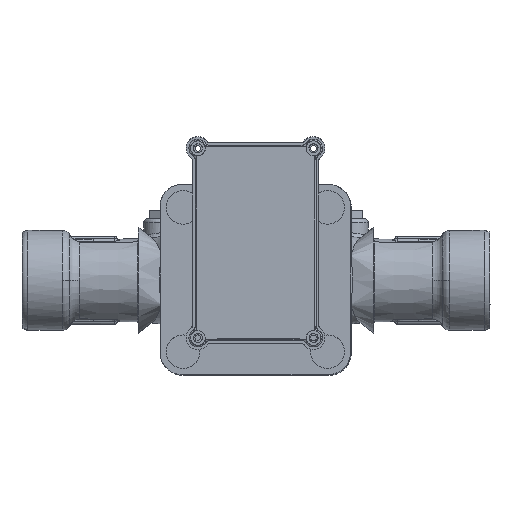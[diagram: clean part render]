
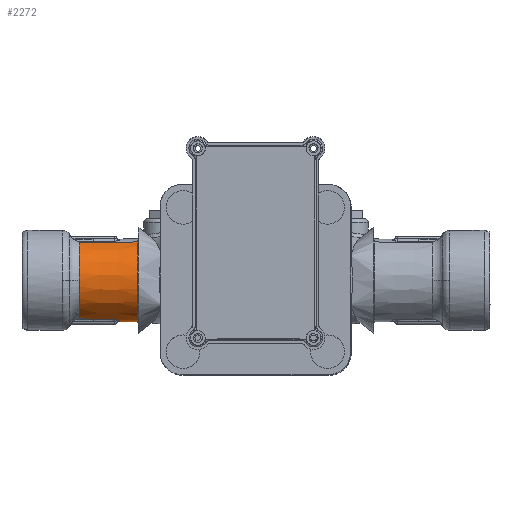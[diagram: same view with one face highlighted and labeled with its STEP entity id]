
A CAD part, top view. The second image highlights one B-rep face of the part: STEP entity #2272.
In plain terms, the highlighted conical face has half-angle 1 degrees and reference radius 0.443 mm.
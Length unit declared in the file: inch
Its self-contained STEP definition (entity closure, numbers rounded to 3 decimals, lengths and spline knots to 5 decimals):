
#1630=CARTESIAN_POINT('',(0.56054,-0.83522,-0.35453));
#1631=VERTEX_POINT('',#1630);
#1639=CARTESIAN_POINT('',(0.56054,-0.8595,-0.29077));
#1640=VERTEX_POINT('',#1639);
#1641=CARTESIAN_POINT('',(0.56054,0.0,0.0));
#1642=DIRECTION('',(-1.0,0.0,0.0));
#1643=DIRECTION('',(0.0,-0.921,-0.391));
#1644=AXIS2_PLACEMENT_3D('',#1641,#1642,#1643);
#1645=CIRCLE('',#1644,0.90735);
#1646=EDGE_CURVE('',#1631,#1640,#1645,.T.);
#1896=CARTESIAN_POINT('',(0.56054,-0.8595,0.29077));
#1897=VERTEX_POINT('',#1896);
#1917=CARTESIAN_POINT('',(0.56054,0.,0.90735));
#1918=VERTEX_POINT('',#1917);
#1919=CARTESIAN_POINT('',(0.56054,0.0,0.0));
#1920=DIRECTION('',(-1.0,0.0,0.0));
#1921=DIRECTION('',(0.0,-0.921,-0.391));
#1922=AXIS2_PLACEMENT_3D('',#1919,#1920,#1921);
#1923=CIRCLE('',#1922,0.90735);
#1924=EDGE_CURVE('',#1897,#1918,#1923,.T.);
#2130=CARTESIAN_POINT('',(-50.42162,0.0,0.0));
#2131=DIRECTION('',(1.0,0.0,0.0));
#2132=DIRECTION('',(0.0,-0.921,-0.391));
#2133=AXIS2_PLACEMENT_3D('',#2130,#2131,#2132);
#2134=CONICAL_SURFACE('',#2133,0.01746,1.);
#2135=CARTESIAN_POINT('',(1.43931,-0.84934,-0.36052));
#2136=VERTEX_POINT('',#2135);
#2137=CARTESIAN_POINT('',(1.43931,-0.84934,-0.36052));
#2138=DIRECTION('',(-1.,0.016,0.007));
#2139=VECTOR('',#2138,0.8789);
#2140=LINE('',#2137,#2139);
#2141=EDGE_CURVE('',#2136,#1631,#2140,.T.);
#2142=ORIENTED_EDGE('',*,*,#2141,.F.);
#2143=CARTESIAN_POINT('',(1.43933,-0.84936,-0.36047));
#2144=VERTEX_POINT('',#2143);
#2145=CARTESIAN_POINT('',(1.43934,-0.84937,-0.36045));
#2146=CARTESIAN_POINT('',(1.43933,-0.84936,-0.36047));
#2147=CARTESIAN_POINT('',(1.43932,-0.84935,-0.3605));
#2148=CARTESIAN_POINT('',(1.43931,-0.84934,-0.36052));
#2149=B_SPLINE_CURVE_WITH_KNOTS('',3,(#2145,#2146,#2147,#2148),.UNSPECIFIED.,.F.,.U.,(4,4),(-0.00009,0.0),.UNSPECIFIED.);
#2150=EDGE_CURVE('',#2144,#2136,#2149,.T.);
#2151=ORIENTED_EDGE('',*,*,#2150,.F.);
#2152=CARTESIAN_POINT('',(1.54022,-0.89863,-0.21696));
#2153=VERTEX_POINT('',#2152);
#2154=CARTESIAN_POINT('',(1.54022,-0.89863,-0.21696));
#2155=CARTESIAN_POINT('',(1.52633,-0.89613,-0.2263));
#2156=CARTESIAN_POINT('',(1.50419,-0.8923,-0.24194));
#2157=CARTESIAN_POINT('',(1.46502,-0.87343,-0.29989));
#2158=CARTESIAN_POINT('',(1.45115,-0.86309,-0.32867));
#2159=CARTESIAN_POINT('',(1.43931,-0.84935,-0.36051));
#2160=B_SPLINE_CURVE_WITH_KNOTS('',3,(#2154,#2155,#2156,#2157,#2158,#2159),.UNSPECIFIED.,.F.,.U.,(4,2,4),(-0.08646,-0.0357,0.0),.UNSPECIFIED.);
#2161=EDGE_CURVE('',#2153,#2144,#2160,.T.);
#2162=ORIENTED_EDGE('',*,*,#2161,.F.);
#2163=CARTESIAN_POINT('',(1.86,-0.93003,0.0));
#2164=VERTEX_POINT('',#2163);
#2165=CARTESIAN_POINT('',(1.86,-0.93003,0.0));
#2166=CARTESIAN_POINT('',(1.86,-0.93003,-0.00566));
#2167=CARTESIAN_POINT('',(1.85937,-0.92997,-0.01123));
#2168=CARTESIAN_POINT('',(1.85659,-0.92971,-0.02292));
#2169=CARTESIAN_POINT('',(1.85431,-0.92951,-0.0288));
#2170=CARTESIAN_POINT('',(1.8449,-0.92868,-0.04664));
#2171=CARTESIAN_POINT('',(1.83521,-0.92787,-0.05758));
#2172=CARTESIAN_POINT('',(1.80096,-0.92514,-0.08683));
#2173=CARTESIAN_POINT('',(1.77013,-0.92283,-0.10325));
#2174=CARTESIAN_POINT('',(1.67626,-0.91547,-0.14764));
#2175=CARTESIAN_POINT('',(1.60253,-0.90982,-0.17526));
#2176=CARTESIAN_POINT('',(1.54022,-0.89863,-0.21696));
#2177=B_SPLINE_CURVE_WITH_KNOTS('',3,(#2165,#2166,#2167,#2168,#2169,#2170,#2171,#2172,#2173,#2174,#2175,#2176),.UNSPECIFIED.,.F.,.U.,(4,2,2,2,2,4),(0.0,0.01697,0.03605,0.07753,0.15711,0.31097),.UNSPECIFIED.);
#2178=EDGE_CURVE('',#2164,#2153,#2177,.T.);
#2179=ORIENTED_EDGE('',*,*,#2178,.F.);
#2180=CARTESIAN_POINT('',(1.86,0.8561,0.36339));
#2181=VERTEX_POINT('',#2180);
#2182=CARTESIAN_POINT('',(1.86,0.0,0.0));
#2183=DIRECTION('',(1.0,0.0,0.0));
#2184=DIRECTION('',(0.0,1.0,0.0));
#2185=AXIS2_PLACEMENT_3D('',#2182,#2183,#2184);
#2186=CIRCLE('',#2185,0.93003);
#2187=EDGE_CURVE('',#2181,#2164,#2186,.T.);
#2188=ORIENTED_EDGE('',*,*,#2187,.F.);
#2189=CARTESIAN_POINT('',(0.56054,0.83522,0.35453));
#2190=VERTEX_POINT('',#2189);
#2191=CARTESIAN_POINT('',(1.86,0.8561,0.36339));
#2192=DIRECTION('',(-1.,-0.016,-0.007));
#2193=VECTOR('',#2192,1.29966);
#2194=LINE('',#2191,#2193);
#2195=EDGE_CURVE('',#2181,#2190,#2194,.T.);
#2196=ORIENTED_EDGE('',*,*,#2195,.T.);
#2197=CARTESIAN_POINT('',(0.56054,0.0,0.0));
#2198=DIRECTION('',(-1.0,0.0,0.0));
#2199=DIRECTION('',(0.0,-0.921,-0.391));
#2200=AXIS2_PLACEMENT_3D('',#2197,#2198,#2199);
#2201=CIRCLE('',#2200,0.90735);
#2202=EDGE_CURVE('',#1918,#2190,#2201,.T.);
#2203=ORIENTED_EDGE('',*,*,#2202,.F.);
#2204=ORIENTED_EDGE('',*,*,#1924,.F.);
#2205=CARTESIAN_POINT('',(0.87454,-0.86525,0.29088));
#2206=VERTEX_POINT('',#2205);
#2207=CARTESIAN_POINT('',(0.87454,-0.86525,0.29088));
#2208=DIRECTION('',(-1.,0.018,0.));
#2209=VECTOR('',#2208,0.31405);
#2210=LINE('',#2207,#2209);
#2211=EDGE_CURVE('',#2206,#1897,#2210,.T.);
#2212=ORIENTED_EDGE('',*,*,#2211,.F.);
#2213=CARTESIAN_POINT('',(1.34652,-0.87398,0.29074));
#2214=VERTEX_POINT('',#2213);
#2215=CARTESIAN_POINT('',(-0.92166,-105.33247,-327.63892));
#2216=DIRECTION('',(-0.018,-0.953,0.304));
#2217=DIRECTION('',(0.005,0.304,0.953));
#2218=AXIS2_PLACEMENT_3D('',#2215,#2216,#2217);
#2219=CIRCLE('',#2218,344.17232);
#2220=EDGE_CURVE('',#2214,#2206,#2219,.T.);
#2221=ORIENTED_EDGE('',*,*,#2220,.F.);
#2222=CARTESIAN_POINT('',(1.45879,-0.90563,0.1784));
#2223=VERTEX_POINT('',#2222);
#2224=CARTESIAN_POINT('',(1.45879,-0.90563,0.1784));
#2225=CARTESIAN_POINT('',(1.46073,-0.9008,0.20307));
#2226=CARTESIAN_POINT('',(1.44815,-0.89037,0.24457));
#2227=CARTESIAN_POINT('',(1.40009,-0.87765,0.28279));
#2228=CARTESIAN_POINT('',(1.36431,-0.87431,0.29072));
#2229=CARTESIAN_POINT('',(1.34652,-0.87398,0.29074));
#2230=B_SPLINE_CURVE_WITH_KNOTS('',3,(#2224,#2225,#2226,#2227,#2228,#2229),.UNSPECIFIED.,.F.,.U.,(4,1,1,4),(-0.47444,-0.27111,-0.13555,0.),.UNSPECIFIED.);
#2231=EDGE_CURVE('',#2223,#2214,#2230,.T.);
#2232=ORIENTED_EDGE('',*,*,#2231,.F.);
#2233=CARTESIAN_POINT('',(1.45879,-0.90563,-0.1784));
#2234=VERTEX_POINT('',#2233);
#2235=CARTESIAN_POINT('',(1.45879,-0.90563,-0.1784));
#2236=CARTESIAN_POINT('',(1.45349,-0.9188,-0.11107));
#2237=CARTESIAN_POINT('',(1.44589,-0.92865,0.00835));
#2238=CARTESIAN_POINT('',(1.45485,-0.91541,0.12836));
#2239=CARTESIAN_POINT('',(1.45879,-0.90563,0.1784));
#2240=B_SPLINE_CURVE_WITH_KNOTS('',3,(#2235,#2236,#2237,#2238,#2239),.UNSPECIFIED.,.F.,.U.,(4,1,4),(-0.96815,-0.41492,0.0),.UNSPECIFIED.);
#2241=EDGE_CURVE('',#2234,#2223,#2240,.T.);
#2242=ORIENTED_EDGE('',*,*,#2241,.F.);
#2243=CARTESIAN_POINT('',(1.34652,-0.87398,-0.29074));
#2244=VERTEX_POINT('',#2243);
#2245=CARTESIAN_POINT('',(1.34652,-0.87398,-0.29074));
#2246=CARTESIAN_POINT('',(1.36432,-0.87431,-0.29072));
#2247=CARTESIAN_POINT('',(1.4001,-0.87765,-0.28277));
#2248=CARTESIAN_POINT('',(1.4482,-0.89039,-0.2445));
#2249=CARTESIAN_POINT('',(1.46072,-0.90083,-0.20294));
#2250=CARTESIAN_POINT('',(1.45879,-0.90563,-0.1784));
#2251=B_SPLINE_CURVE_WITH_KNOTS('',3,(#2245,#2246,#2247,#2248,#2249,#2250),.UNSPECIFIED.,.F.,.U.,(4,1,1,4),(0.,0.13562,0.27124,0.47468),.UNSPECIFIED.);
#2252=EDGE_CURVE('',#2244,#2234,#2251,.T.);
#2253=ORIENTED_EDGE('',*,*,#2252,.F.);
#2254=CARTESIAN_POINT('',(0.87454,-0.86525,-0.29088));
#2255=VERTEX_POINT('',#2254);
#2256=CARTESIAN_POINT('',(-0.92166,-105.33247,327.63892));
#2257=DIRECTION('',(-0.018,-0.953,-0.304));
#2258=DIRECTION('',(0.007,0.304,-0.953));
#2259=AXIS2_PLACEMENT_3D('',#2256,#2257,#2258);
#2260=CIRCLE('',#2259,344.17232);
#2261=EDGE_CURVE('',#2255,#2244,#2260,.T.);
#2262=ORIENTED_EDGE('',*,*,#2261,.F.);
#2263=CARTESIAN_POINT('',(0.56054,-0.8595,-0.29077));
#2264=DIRECTION('',(1.,-0.018,0.));
#2265=VECTOR('',#2264,0.31405);
#2266=LINE('',#2263,#2265);
#2267=EDGE_CURVE('',#1640,#2255,#2266,.T.);
#2268=ORIENTED_EDGE('',*,*,#2267,.F.);
#2269=ORIENTED_EDGE('',*,*,#1646,.F.);
#2270=EDGE_LOOP('',(#2142,#2151,#2162,#2179,#2188,#2196,#2203,#2204,#2212,#2221,#2232,#2242,#2253,#2262,#2268,#2269));
#2271=FACE_OUTER_BOUND('',#2270,.T.);
#2272=ADVANCED_FACE('',(#2271),#2134,.T.);
